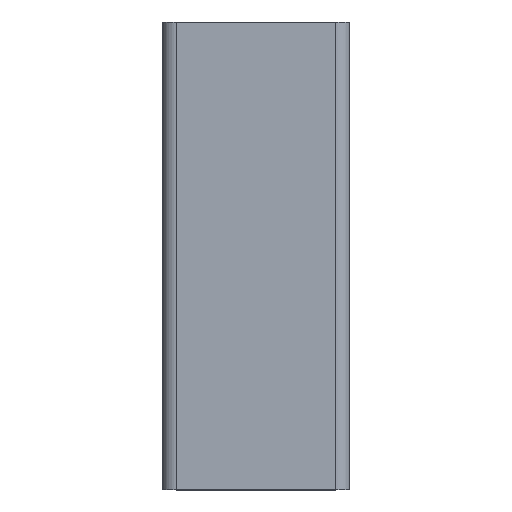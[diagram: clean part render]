
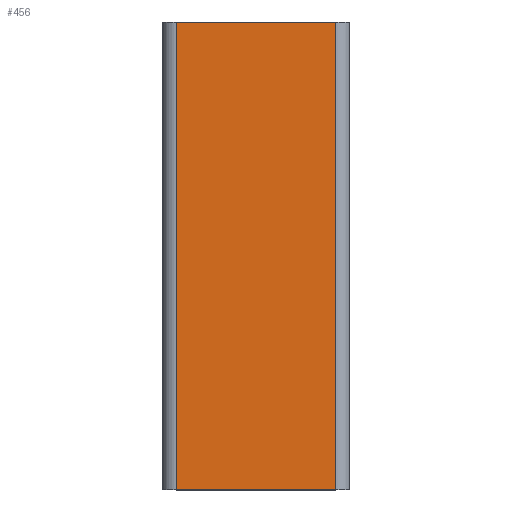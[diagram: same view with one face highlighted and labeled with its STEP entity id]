
A CAD part, top view. The second image highlights one B-rep face of the part: STEP entity #456.
In plain terms, the highlighted planar face has unit normal (0, 0, 1).
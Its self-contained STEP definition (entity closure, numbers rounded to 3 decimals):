
#456 = ADVANCED_FACE( '', ( #932 ), #933, .T. );
#932 = FACE_OUTER_BOUND( '', #1439, .T. );
#933 = PLANE( '', #1440 );
#1439 = EDGE_LOOP( '', ( #2615, #2616, #2617, #2618 ) );
#1440 = AXIS2_PLACEMENT_3D( '', #2619, #2620, #2621 );
#2615 = ORIENTED_EDGE( '', *, *, #3704, .F. );
#2616 = ORIENTED_EDGE( '', *, *, #3374, .F. );
#2617 = ORIENTED_EDGE( '', *, *, #3705, .T. );
#2618 = ORIENTED_EDGE( '', *, *, #3509, .T. );
#2619 = CARTESIAN_POINT( '', ( 17., 100., 20. ) );
#2620 = DIRECTION( '', ( 0., 0., 1. ) );
#2621 = DIRECTION( '', ( 0., -1., 0. ) );
#3374 = EDGE_CURVE( '', #4174, #4170, #4176, .T. );
#3509 = EDGE_CURVE( '', #4391, #4388, #4392, .T. );
#3704 = EDGE_CURVE( '', #4170, #4388, #4658, .T. );
#3705 = EDGE_CURVE( '', #4174, #4391, #4659, .T. );
#4170 = VERTEX_POINT( '', #5270 );
#4174 = VERTEX_POINT( '', #5275 );
#4176 = LINE( '', #5277, #5278 );
#4388 = VERTEX_POINT( '', #5575 );
#4391 = VERTEX_POINT( '', #5578 );
#4392 = LINE( '', #5579, #5580 );
#4658 = LINE( '', #5958, #5959 );
#4659 = LINE( '', #5960, #5961 );
#5270 = CARTESIAN_POINT( '', ( 17., 0., 20. ) );
#5275 = CARTESIAN_POINT( '', ( 17., 100., 20. ) );
#5277 = CARTESIAN_POINT( '', ( 17., 100., 20. ) );
#5278 = VECTOR( '', #6357, 1000. );
#5575 = CARTESIAN_POINT( '', ( -17., 0., 20. ) );
#5578 = CARTESIAN_POINT( '', ( -17., 100., 20. ) );
#5579 = CARTESIAN_POINT( '', ( -17., 100., 20. ) );
#5580 = VECTOR( '', #6494, 1000. );
#5958 = CARTESIAN_POINT( '', ( 17., 0., 20. ) );
#5959 = VECTOR( '', #6694, 1000. );
#5960 = CARTESIAN_POINT( '', ( 17., 100., 20. ) );
#5961 = VECTOR( '', #6695, 1000. );
#6357 = DIRECTION( '', ( 0., -1., 0. ) );
#6494 = DIRECTION( '', ( 0., -1., 0. ) );
#6694 = DIRECTION( '', ( -1., 0., 0. ) );
#6695 = DIRECTION( '', ( -1., 0., 0. ) );
